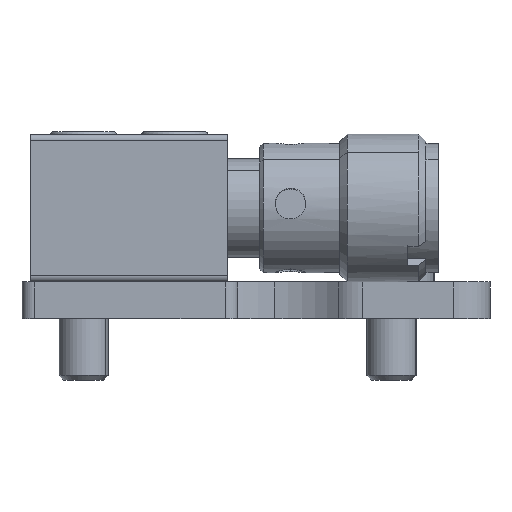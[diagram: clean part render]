
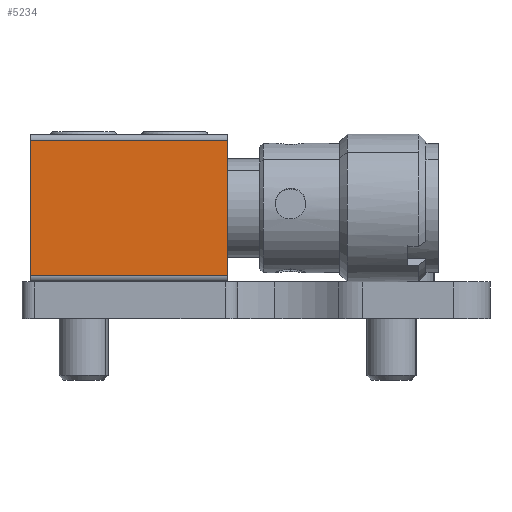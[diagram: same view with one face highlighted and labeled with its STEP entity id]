
A CAD part, left-side view. The second image highlights one B-rep face of the part: STEP entity #5234.
In plain terms, the highlighted planar face has unit normal (-1, 0, 0).
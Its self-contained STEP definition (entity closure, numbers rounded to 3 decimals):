
#125 = LINE ( 'NONE', #6063, #2523 ) ;
#253 = CARTESIAN_POINT ( 'NONE',  ( -48.85, 21.3, 0.5 ) ) ;
#888 = EDGE_CURVE ( 'NONE', #5305, #4261, #125, .T. ) ;
#1071 = AXIS2_PLACEMENT_3D ( 'NONE', #7518, #7419, #6559 ) ;
#1487 = ORIENTED_EDGE ( 'NONE', *, *, #8642, .F. ) ;
#1514 = EDGE_LOOP ( 'NONE', ( #1487, #9540, #5848, #4545 ) ) ;
#1609 = DIRECTION ( 'NONE',  ( 0., 0., -1. ) ) ;
#1994 = LINE ( 'NONE', #7971, #10064 ) ;
#2202 = VERTEX_POINT ( 'NONE', #6425 ) ;
#2319 = FACE_OUTER_BOUND ( 'NONE', #1514, .T. ) ;
#2523 = VECTOR ( 'NONE', #1609, 1000. ) ;
#3085 = CARTESIAN_POINT ( 'NONE',  ( -48.85, 21.3, 11.5 ) ) ;
#3424 = EDGE_CURVE ( 'NONE', #5305, #9260, #7749, .T. ) ;
#3523 = DIRECTION ( 'NONE',  ( 0., 1., 0. ) ) ;
#3980 = CARTESIAN_POINT ( 'NONE',  ( -48.85, 37.3, 0.5 ) ) ;
#3998 = PLANE ( 'NONE',  #1071 ) ;
#4261 = VERTEX_POINT ( 'NONE', #3980 ) ;
#4531 = DIRECTION ( 'NONE',  ( 0., -1., 0. ) ) ;
#4545 = ORIENTED_EDGE ( 'NONE', *, *, #888, .T. ) ;
#5234 = ADVANCED_FACE ( 'NONE', ( #2319 ), #3998, .F. ) ;
#5269 = EDGE_CURVE ( 'NONE', #9260, #2202, #10519, .T. ) ;
#5305 = VERTEX_POINT ( 'NONE', #10576 ) ;
#5848 = ORIENTED_EDGE ( 'NONE', *, *, #3424, .F. ) ;
#6063 = CARTESIAN_POINT ( 'NONE',  ( -48.85, 37.3, 0.5 ) ) ;
#6425 = CARTESIAN_POINT ( 'NONE',  ( -48.85, 21.3, 0.5 ) ) ;
#6559 = DIRECTION ( 'NONE',  ( 0., 0., 1. ) ) ;
#6991 = DIRECTION ( 'NONE',  ( 0., 0., -1. ) ) ;
#7218 = VECTOR ( 'NONE', #4531, 1000. ) ;
#7419 = DIRECTION ( 'NONE',  ( 1., 0., 0. ) ) ;
#7518 = CARTESIAN_POINT ( 'NONE',  ( -48.85, 21.3, 11.5 ) ) ;
#7749 = LINE ( 'NONE', #9503, #7218 ) ;
#7971 = CARTESIAN_POINT ( 'NONE',  ( -48.85, 21.3, 0.5 ) ) ;
#8010 = VECTOR ( 'NONE', #6991, 1000. ) ;
#8642 = EDGE_CURVE ( 'NONE', #2202, #4261, #1994, .T. ) ;
#9260 = VERTEX_POINT ( 'NONE', #3085 ) ;
#9503 = CARTESIAN_POINT ( 'NONE',  ( -48.85, 21.3, 11.5 ) ) ;
#9540 = ORIENTED_EDGE ( 'NONE', *, *, #5269, .F. ) ;
#10064 = VECTOR ( 'NONE', #3523, 1000. ) ;
#10519 = LINE ( 'NONE', #253, #8010 ) ;
#10576 = CARTESIAN_POINT ( 'NONE',  ( -48.85, 37.3, 11.5 ) ) ;
